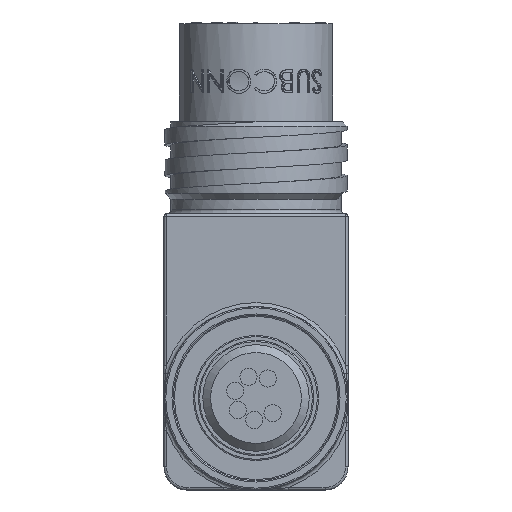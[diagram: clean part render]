
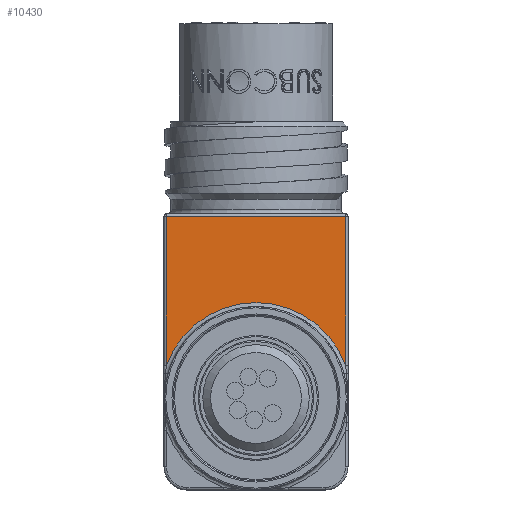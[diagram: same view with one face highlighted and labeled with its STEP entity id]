
A CAD part, front view. The second image highlights one B-rep face of the part: STEP entity #10430.
In plain terms, the highlighted planar face has unit normal (0, -1, 0).
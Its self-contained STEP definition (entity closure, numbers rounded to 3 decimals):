
#422=PLANE('',#11535);
#1316=FACE_OUTER_BOUND('',#1900,.T.);
#1900=EDGE_LOOP('',(#9053,#9054,#9055,#9056));
#2502=LINE('',#27990,#3072);
#2503=LINE('',#27992,#3073);
#2504=LINE('',#27995,#3074);
#3072=VECTOR('',#14212,1000.);
#3073=VECTOR('',#14213,1000.);
#3074=VECTOR('',#14216,1000.);
#3686=CIRCLE('',#11536,9.868);
#4711=VERTEX_POINT('',#27988);
#4712=VERTEX_POINT('',#27989);
#4713=VERTEX_POINT('',#27991);
#4714=VERTEX_POINT('',#27993);
#6179=EDGE_CURVE('',#4711,#4712,#2502,.T.);
#6180=EDGE_CURVE('',#4712,#4713,#2503,.T.);
#6181=EDGE_CURVE('',#4713,#4714,#3686,.T.);
#6182=EDGE_CURVE('',#4714,#4711,#2504,.T.);
#9053=ORIENTED_EDGE('',*,*,#6179,.T.);
#9054=ORIENTED_EDGE('',*,*,#6180,.T.);
#9055=ORIENTED_EDGE('',*,*,#6181,.T.);
#9056=ORIENTED_EDGE('',*,*,#6182,.T.);
#10430=ADVANCED_FACE('',(#1316),#422,.F.);
#11535=AXIS2_PLACEMENT_3D('',#27987,#14210,#14211);
#11536=AXIS2_PLACEMENT_3D('',#27994,#14214,#14215);
#14210=DIRECTION('center_axis',(0.,1.,0.));
#14211=DIRECTION('ref_axis',(1.,0.,0.));
#14212=DIRECTION('',(-1.,0.,0.));
#14213=DIRECTION('',(0.,0.,-1.));
#14214=DIRECTION('center_axis',(0.,1.,0.));
#14215=DIRECTION('ref_axis',(1.,0.,0.));
#14216=DIRECTION('',(0.,0.,1.));
#27987=CARTESIAN_POINT('Origin',(19.05,-19.05,-0.023));
#27988=CARTESIAN_POINT('',(18.796,-19.05,-9.802));
#27989=CARTESIAN_POINT('',(0.254,-19.05,-9.802));
#27990=CARTESIAN_POINT('',(0.,-19.05,-9.802));
#27991=CARTESIAN_POINT('',(0.254,-19.05,-25.218));
#27992=CARTESIAN_POINT('',(0.254,-19.05,-26.019));
#27993=CARTESIAN_POINT('',(18.796,-19.05,-25.218));
#27994=CARTESIAN_POINT('Origin',(9.525,-19.05,-28.598));
#27995=CARTESIAN_POINT('',(18.796,-19.05,-0.023));
